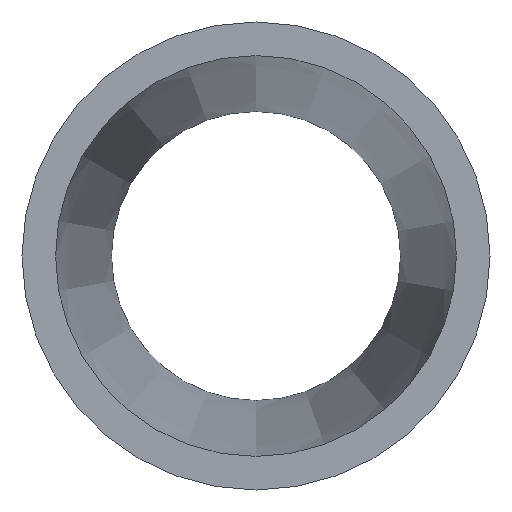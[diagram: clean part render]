
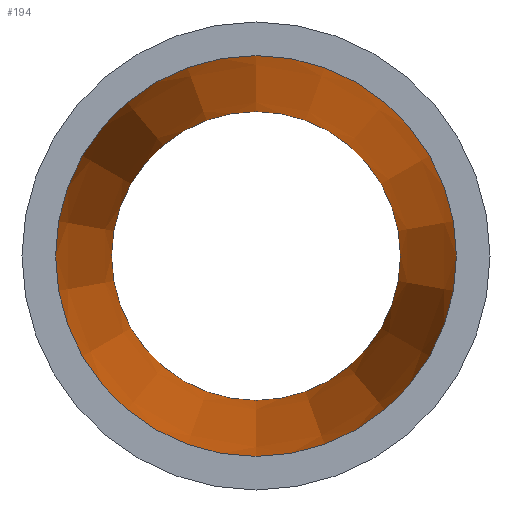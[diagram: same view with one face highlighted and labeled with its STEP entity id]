
A CAD part, front view. The second image highlights one B-rep face of the part: STEP entity #194.
In plain terms, the highlighted conical face has half-angle 5.038 degrees and reference radius 11.992 mm.
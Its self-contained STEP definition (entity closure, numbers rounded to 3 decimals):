
#16 = CIRCLE ( 'NONE', #17586, 8.642 ) ;
#194 = ADVANCED_FACE ( 'NONE', ( #2404, #2606 ), #5651, .F. ) ;
#866 = CARTESIAN_POINT ( 'NONE',  ( 0., 38., 0. ) ) ;
#875 = CARTESIAN_POINT ( 'NONE',  ( 0., 0., 0. ) ) ;
#963 = VERTEX_POINT ( 'NONE', #1438 ) ;
#1166 = DIRECTION ( 'NONE',  ( 0., -1., 0. ) ) ;
#1438 = CARTESIAN_POINT ( 'NONE',  ( 0., 38., -8.642 ) ) ;
#2404 = FACE_BOUND ( 'NONE', #18695, .T. ) ;
#2606 = FACE_OUTER_BOUND ( 'NONE', #17713, .T. ) ;
#2698 = CARTESIAN_POINT ( 'NONE',  ( 0., 0., 0. ) ) ;
#3085 = EDGE_CURVE ( 'NONE', #18524, #18524, #4630, .T. ) ;
#4630 = CIRCLE ( 'NONE', #16955, 11.992 ) ;
#5308 = CARTESIAN_POINT ( 'NONE',  ( 0., 0., -11.992 ) ) ;
#5651 = CONICAL_SURFACE ( 'NONE', #6878, 11.992, 0.088 ) ;
#6878 = AXIS2_PLACEMENT_3D ( 'NONE', #2698, #1166, #7187 ) ;
#7187 = DIRECTION ( 'NONE',  ( 0., 0., -1. ) ) ;
#9765 = DIRECTION ( 'NONE',  ( 0., -1., 0. ) ) ;
#12693 = EDGE_CURVE ( 'NONE', #963, #963, #16, .T. ) ;
#12772 = DIRECTION ( 'NONE',  ( 0., 0., -1. ) ) ;
#12971 = DIRECTION ( 'NONE',  ( 0., -1., 0. ) ) ;
#13518 = ORIENTED_EDGE ( 'NONE', *, *, #12693, .F. ) ;
#13669 = ORIENTED_EDGE ( 'NONE', *, *, #3085, .T. ) ;
#16955 = AXIS2_PLACEMENT_3D ( 'NONE', #875, #12971, #17382 ) ;
#17382 = DIRECTION ( 'NONE',  ( 0., 0., -1. ) ) ;
#17586 = AXIS2_PLACEMENT_3D ( 'NONE', #866, #9765, #12772 ) ;
#17713 = EDGE_LOOP ( 'NONE', ( #13669 ) ) ;
#18524 = VERTEX_POINT ( 'NONE', #5308 ) ;
#18695 = EDGE_LOOP ( 'NONE', ( #13518 ) ) ;
